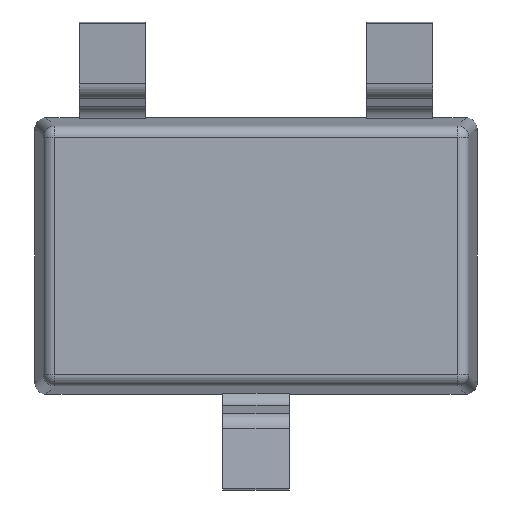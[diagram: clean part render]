
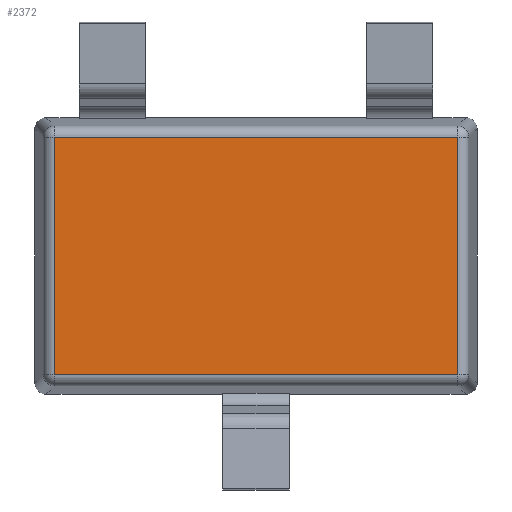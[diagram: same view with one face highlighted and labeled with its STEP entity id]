
A CAD part, front view. The second image highlights one B-rep face of the part: STEP entity #2372.
In plain terms, the highlighted planar face has unit normal (0, -1, 0).
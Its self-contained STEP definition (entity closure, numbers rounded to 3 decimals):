
#36 = CARTESIAN_POINT ( 'NONE',  ( 0.913, 0.05, -0.538 ) ) ;
#48 = ORIENTED_EDGE ( 'NONE', *, *, #2228, .T. ) ;
#114 = LINE ( 'NONE', #1258, #1872 ) ;
#335 = CARTESIAN_POINT ( 'NONE',  ( -0.913, 0.05, -0.538 ) ) ;
#354 = ORIENTED_EDGE ( 'NONE', *, *, #377, .T. ) ;
#377 = EDGE_CURVE ( 'NONE', #973, #991, #114, .T. ) ;
#392 = EDGE_LOOP ( 'NONE', ( #354, #2213, #48, #1871 ) ) ;
#399 = VECTOR ( 'NONE', #2357, 1000. ) ;
#797 = VECTOR ( 'NONE', #2420, 1000. ) ;
#814 = LINE ( 'NONE', #1917, #1320 ) ;
#973 = VERTEX_POINT ( 'NONE', #1752 ) ;
#991 = VERTEX_POINT ( 'NONE', #335 ) ;
#1106 = DIRECTION ( 'NONE',  ( -1., 0., 0. ) ) ;
#1212 = FACE_OUTER_BOUND ( 'NONE', #392, .T. ) ;
#1218 = PLANE ( 'NONE',  #1586 ) ;
#1258 = CARTESIAN_POINT ( 'NONE',  ( -0.913, 0.05, 0. ) ) ;
#1320 = VECTOR ( 'NONE', #1106, 1000. ) ;
#1333 = LINE ( 'NONE', #2590, #797 ) ;
#1417 = CARTESIAN_POINT ( 'NONE',  ( 0., 0.05, 0. ) ) ;
#1429 = DIRECTION ( 'NONE',  ( 0., 0., -1. ) ) ;
#1436 = DIRECTION ( 'NONE',  ( 0., -1., 0. ) ) ;
#1552 = VERTEX_POINT ( 'NONE', #36 ) ;
#1586 = AXIS2_PLACEMENT_3D ( 'NONE', #1417, #1436, #1429 ) ;
#1660 = DIRECTION ( 'NONE',  ( 0., 0., -1. ) ) ;
#1752 = CARTESIAN_POINT ( 'NONE',  ( -0.913, 0.05, 0.538 ) ) ;
#1783 = EDGE_CURVE ( 'NONE', #991, #1552, #2518, .T. ) ;
#1801 = VERTEX_POINT ( 'NONE', #1954 ) ;
#1871 = ORIENTED_EDGE ( 'NONE', *, *, #1877, .T. ) ;
#1872 = VECTOR ( 'NONE', #1660, 1000. ) ;
#1877 = EDGE_CURVE ( 'NONE', #1801, #973, #814, .T. ) ;
#1917 = CARTESIAN_POINT ( 'NONE',  ( 0., 0.05, 0.538 ) ) ;
#1954 = CARTESIAN_POINT ( 'NONE',  ( 0.913, 0.05, 0.538 ) ) ;
#2213 = ORIENTED_EDGE ( 'NONE', *, *, #1783, .T. ) ;
#2228 = EDGE_CURVE ( 'NONE', #1552, #1801, #1333, .T. ) ;
#2322 = CARTESIAN_POINT ( 'NONE',  ( 0., 0.05, -0.538 ) ) ;
#2357 = DIRECTION ( 'NONE',  ( 1., 0., 0. ) ) ;
#2372 = ADVANCED_FACE ( 'NONE', ( #1212 ), #1218, .T. ) ;
#2420 = DIRECTION ( 'NONE',  ( 0., 0., 1. ) ) ;
#2518 = LINE ( 'NONE', #2322, #399 ) ;
#2590 = CARTESIAN_POINT ( 'NONE',  ( 0.913, 0.05, 0. ) ) ;
